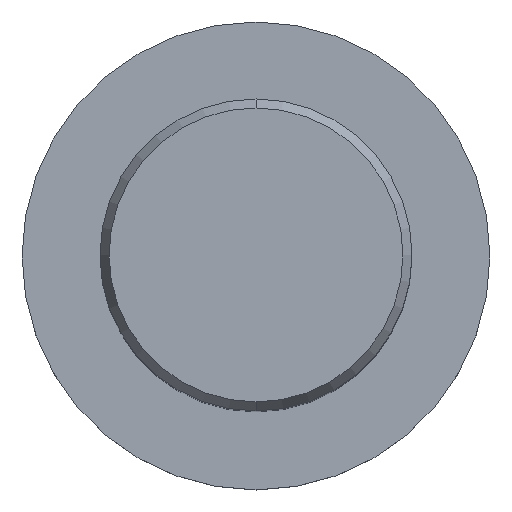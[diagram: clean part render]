
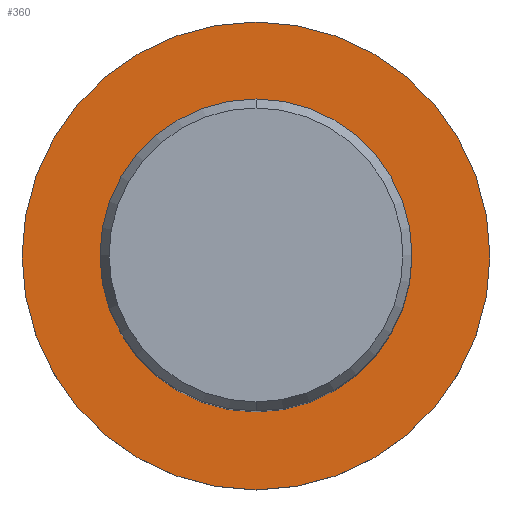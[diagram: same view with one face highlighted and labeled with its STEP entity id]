
A CAD part, top view. The second image highlights one B-rep face of the part: STEP entity #360.
In plain terms, the highlighted planar face has unit normal (0, 0, 1).
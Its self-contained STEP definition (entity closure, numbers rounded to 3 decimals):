
#280=VERTEX_POINT('',#738);
#320=EDGE_CURVE('',#280,#396,#781,.T.);
#344=EDGE_CURVE('',#396,#280,#807,.T.);
#360=ADVANCED_FACE('',(#824,#825),#826,.T.);
#378=EDGE_CURVE('',#554,#614,#845,.T.);
#396=VERTEX_POINT('',#866);
#554=VERTEX_POINT('',#1039);
#612=EDGE_CURVE('',#614,#554,#1104,.T.);
#614=VERTEX_POINT('',#1106);
#738=CARTESIAN_POINT('',(0.0,24.0,-60.0));
#781=CIRCLE('',#1311,24.0);
#807=CIRCLE('',#1369,24.0);
#824=FACE_BOUND('',#1418,.T.);
#825=FACE_OUTER_BOUND('',#1419,.T.);
#826=PLANE('',#1420);
#845=CIRCLE('',#1462,16.0);
#866=CARTESIAN_POINT('',(0.,-24.0,-60.0));
#1039=CARTESIAN_POINT('',(0.,-16.0,-60.0));
#1104=CIRCLE('',#1932,16.0);
#1106=CARTESIAN_POINT('',(0.0,16.0,-60.0));
#1311=AXIS2_PLACEMENT_3D('',#2164,#2165,#2166);
#1369=AXIS2_PLACEMENT_3D('',#2196,#2197,#2198);
#1418=EDGE_LOOP('',(#2213,#2214));
#1419=EDGE_LOOP('',(#2215,#2216));
#1420=AXIS2_PLACEMENT_3D('',#2217,#2218,#2219);
#1462=AXIS2_PLACEMENT_3D('',#2231,#2232,#2233);
#1932=AXIS2_PLACEMENT_3D('',#2569,#2570,#2571);
#2164=CARTESIAN_POINT('',(0.0,0.0,-60.0));
#2165=DIRECTION('',(0.0,0.0,-1.0));
#2166=DIRECTION('',(0.0,1.0,0.0));
#2196=CARTESIAN_POINT('',(0.0,0.0,-60.0));
#2197=DIRECTION('',(0.0,0.0,-1.0));
#2198=DIRECTION('',(0.0,1.0,0.0));
#2213=ORIENTED_EDGE('',*,*,#612,.T.);
#2214=ORIENTED_EDGE('',*,*,#378,.T.);
#2215=ORIENTED_EDGE('',*,*,#320,.F.);
#2216=ORIENTED_EDGE('',*,*,#344,.F.);
#2217=CARTESIAN_POINT('',(0.0,12.0,-60.0));
#2218=DIRECTION('',(-0.0,0.0,1.0));
#2219=DIRECTION('',(0.0,-1.0,0.0));
#2231=CARTESIAN_POINT('',(0.0,0.0,-60.0));
#2232=DIRECTION('',(-0.0,0.0,-1.0));
#2233=DIRECTION('',(0.0,1.0,0.0));
#2569=CARTESIAN_POINT('',(0.0,0.0,-60.0));
#2570=DIRECTION('',(-0.0,0.0,-1.0));
#2571=DIRECTION('',(0.0,1.0,0.0));
